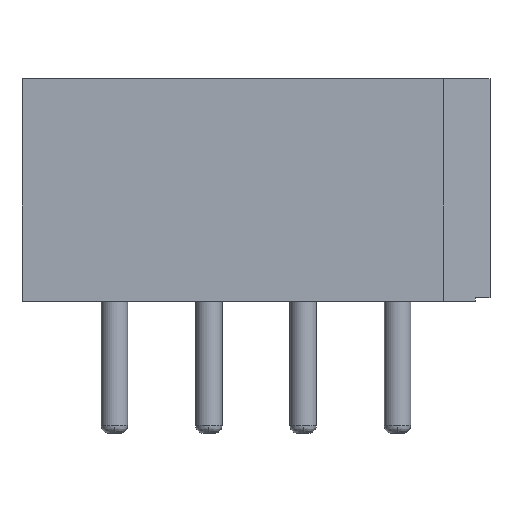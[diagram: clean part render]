
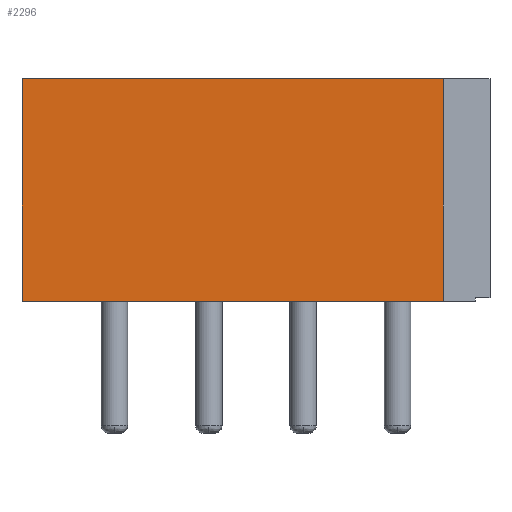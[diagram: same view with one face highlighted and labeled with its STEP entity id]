
A CAD part, front view. The second image highlights one B-rep face of the part: STEP entity #2296.
In plain terms, the highlighted planar face has unit normal (0, -1, 0).
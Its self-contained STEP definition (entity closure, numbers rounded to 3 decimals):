
#135 = VERTEX_POINT('',#136);
#136 = CARTESIAN_POINT('',(-2.45,-1.8,5.9));
#142 = EDGE_CURVE('',#135,#143,#145,.T.);
#143 = VERTEX_POINT('',#144);
#144 = CARTESIAN_POINT('',(8.71,-1.8,5.9));
#145 = LINE('',#146,#147);
#146 = CARTESIAN_POINT('',(-2.45,-1.8,5.9
    ));
#147 = VECTOR('',#148,1.);
#148 = DIRECTION('',(1.,0.,0.));
#213 = VERTEX_POINT('',#214);
#214 = CARTESIAN_POINT('',(8.71,-1.8,0.));
#222 = EDGE_CURVE('',#223,#213,#225,.T.);
#223 = VERTEX_POINT('',#224);
#224 = CARTESIAN_POINT('',(-2.45,-1.8,0.));
#225 = LINE('',#226,#227);
#226 = CARTESIAN_POINT('',(-2.45,-1.8,
    0.));
#227 = VECTOR('',#228,1.);
#228 = DIRECTION('',(1.,0.,0.));
#2296 = ADVANCED_FACE('',(#2297),#2313,.T.);
#2297 = FACE_BOUND('',#2298,.T.);
#2298 = EDGE_LOOP('',(#2299,#2305,#2306,#2312));
#2299 = ORIENTED_EDGE('',*,*,#2300,.T.);
#2300 = EDGE_CURVE('',#213,#143,#2301,.T.);
#2301 = LINE('',#2302,#2303);
#2302 = CARTESIAN_POINT('',(8.71,-1.8,
    0.));
#2303 = VECTOR('',#2304,1.);
#2304 = DIRECTION('',(0.,0.,1.));
#2305 = ORIENTED_EDGE('',*,*,#142,.F.);
#2306 = ORIENTED_EDGE('',*,*,#2307,.F.);
#2307 = EDGE_CURVE('',#223,#135,#2308,.T.);
#2308 = LINE('',#2309,#2310);
#2309 = CARTESIAN_POINT('',(-2.45,-1.8,
    0.));
#2310 = VECTOR('',#2311,1.);
#2311 = DIRECTION('',(0.,0.,1.));
#2312 = ORIENTED_EDGE('',*,*,#222,.T.);
#2313 = PLANE('',#2314);
#2314 = AXIS2_PLACEMENT_3D('',#2315,#2316,#2317);
#2315 = CARTESIAN_POINT('',(-2.45,-1.8,0.));
#2316 = DIRECTION('',(0.,-1.,0.));
#2317 = DIRECTION('',(0.,0.,-1.));
